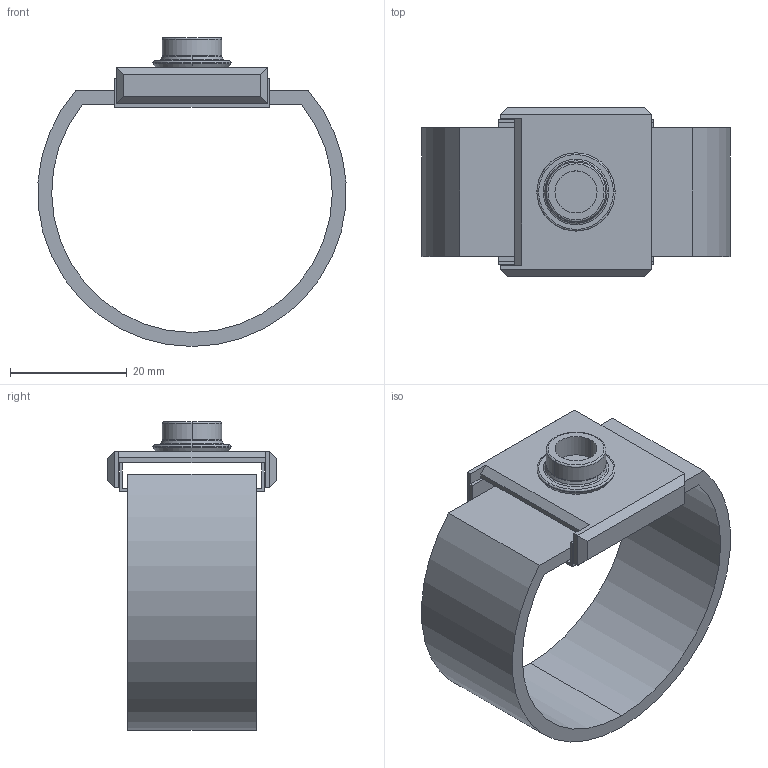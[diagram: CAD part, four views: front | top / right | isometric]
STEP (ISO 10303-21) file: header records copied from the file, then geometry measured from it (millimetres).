
FILE_DESCRIPTION (( 'STEP AP203' ), '1' );
FILE_NAME ('416516908_c_1.STEP', '2022-12-11T16:34:56', ( '' ), ( '' ), 'SwSTEP 2.0', 'SolidWorks 2014', '' );
FILE_SCHEMA (( 'CONFIG_CONTROL_DESIGN' ));
Length unit declared in the file: millimetre
Products named in the file (4): 1_2; 1; 416516908_c_1; 1_3
Assembly tree (3 placements, depth 2):
  416516908_c_1
    1
    1_2
    1_3
Bounding box: 52.69 x 29 x 52.85 mm (x, y, z)
Volume: 10561.5 mm3; surface area: 11547.2 mm2
Topology: 3 solids, 3 shells, 66 faces, 151 edges, 94 vertices
Faces by surface type: plane 38, bspline 10, cylinder 10, cone 8
Entity records: 2447 total; most frequent: CARTESIAN_POINT 551, DIRECTION 321, ORIENTED_EDGE 302, EDGE_CURVE 151, AXIS2_PLACEMENT_3D 112, VECTOR 97, LINE 97, VERTEX_POINT 94
